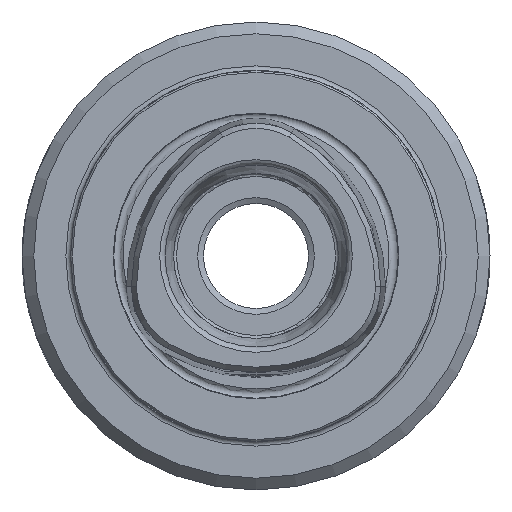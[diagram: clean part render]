
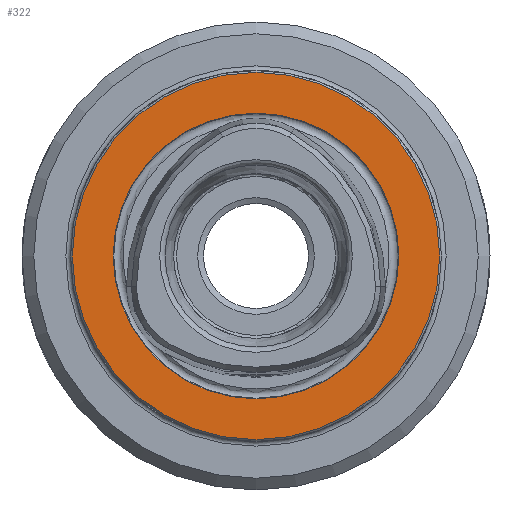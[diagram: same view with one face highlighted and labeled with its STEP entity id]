
A CAD part, left-side view. The second image highlights one B-rep face of the part: STEP entity #322.
In plain terms, the highlighted planar face has unit normal (-1, 0, 0).
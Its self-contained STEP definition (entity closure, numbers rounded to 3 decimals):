
#322 = ADVANCED_FACE( '', ( #699, #700 ), #701, .T. );
#699 = FACE_OUTER_BOUND( '', #1096, .T. );
#700 = FACE_BOUND( '', #1097, .T. );
#701 = PLANE( '', #1098 );
#1096 = EDGE_LOOP( '', ( #1873 ) );
#1097 = EDGE_LOOP( '', ( #1874 ) );
#1098 = AXIS2_PLACEMENT_3D( '', #1875, #1876, #1877 );
#1873 = ORIENTED_EDGE( '', *, *, #2337, .T. );
#1874 = ORIENTED_EDGE( '', *, *, #2241, .F. );
#1875 = CARTESIAN_POINT( '', ( 0., 0., 24.2 ) );
#1876 = DIRECTION( '', ( -1., 0., 0. ) );
#1877 = DIRECTION( '', ( 0., 0., 1. ) );
#2241 = EDGE_CURVE( '', #2687, #2687, #2688, .T. );
#2337 = EDGE_CURVE( '', #2811, #2811, #2812, .T. );
#2687 = VERTEX_POINT( '', #3843 );
#2688 = CIRCLE( '', #3844, 24.264 );
#2811 = VERTEX_POINT( '', #4310 );
#2812 = CIRCLE( '', #4311, 31.2 );
#3843 = CARTESIAN_POINT( '', ( 0., 0., 24.264 ) );
#3844 = AXIS2_PLACEMENT_3D( '', #4631, #4632, #4633 );
#4310 = CARTESIAN_POINT( '', ( 0., 0., 31.2 ) );
#4311 = AXIS2_PLACEMENT_3D( '', #4702, #4703, #4704 );
#4631 = CARTESIAN_POINT( '', ( 0., 0., 0. ) );
#4632 = DIRECTION( '', ( -1., 0., 0. ) );
#4633 = DIRECTION( '', ( 0., 0., 1. ) );
#4702 = CARTESIAN_POINT( '', ( 0., 0., 0. ) );
#4703 = DIRECTION( '', ( -1., 0., 0. ) );
#4704 = DIRECTION( '', ( 0., 0., 1. ) );
